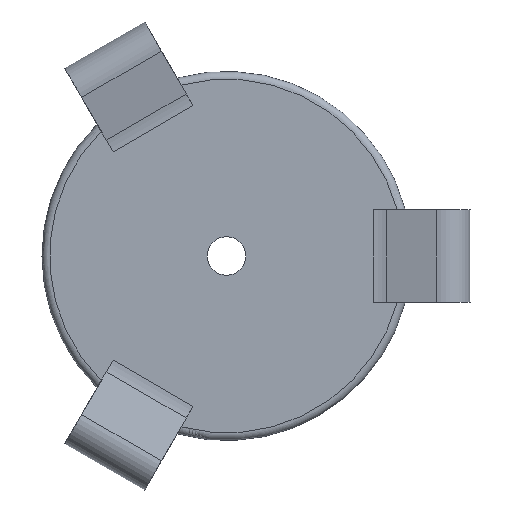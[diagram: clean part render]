
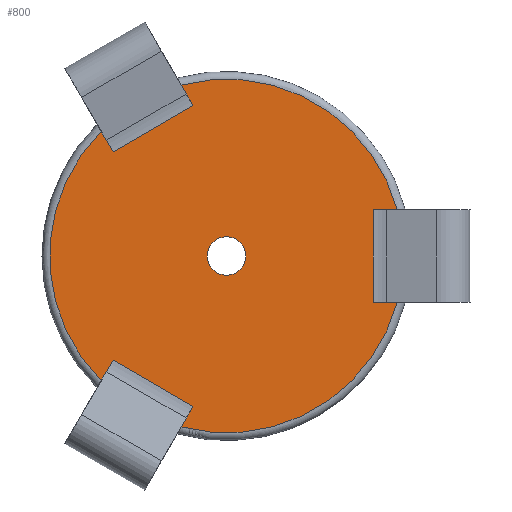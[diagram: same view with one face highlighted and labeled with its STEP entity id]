
A CAD part, front view. The second image highlights one B-rep face of the part: STEP entity #800.
In plain terms, the highlighted planar face has unit normal (0, -1, 0).
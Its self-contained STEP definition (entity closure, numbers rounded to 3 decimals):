
#39=FACE_BOUND('',#136,.T.);
#52=PLANE('',#885);
#83=FACE_OUTER_BOUND('',#135,.T.);
#135=EDGE_LOOP('',(#598,#599,#600,#601,#602,#603,#604,#605,#606,#607,#608,
#609));
#136=EDGE_LOOP('',(#610));
#190=LINE('',#1359,#247);
#191=LINE('',#1361,#248);
#192=LINE('',#1363,#249);
#193=LINE('',#1367,#250);
#194=LINE('',#1369,#251);
#195=LINE('',#1371,#252);
#196=LINE('',#1375,#253);
#197=LINE('',#1377,#254);
#198=LINE('',#1378,#255);
#247=VECTOR('',#1046,1000.);
#248=VECTOR('',#1047,1000.);
#249=VECTOR('',#1048,1000.);
#250=VECTOR('',#1051,1000.);
#251=VECTOR('',#1052,1000.);
#252=VECTOR('',#1053,1000.);
#253=VECTOR('',#1056,1000.);
#254=VECTOR('',#1057,1000.);
#255=VECTOR('',#1058,1000.);
#296=CIRCLE('',#865,230.);
#305=CIRCLE('',#879,25.);
#309=CIRCLE('',#886,230.);
#310=CIRCLE('',#887,230.);
#345=VERTEX_POINT('',#1225);
#346=VERTEX_POINT('',#1244);
#357=VERTEX_POINT('',#1326);
#370=VERTEX_POINT('',#1358);
#371=VERTEX_POINT('',#1360);
#372=VERTEX_POINT('',#1362);
#373=VERTEX_POINT('',#1364);
#374=VERTEX_POINT('',#1366);
#375=VERTEX_POINT('',#1368);
#376=VERTEX_POINT('',#1370);
#377=VERTEX_POINT('',#1372);
#378=VERTEX_POINT('',#1374);
#379=VERTEX_POINT('',#1376);
#428=EDGE_CURVE('',#346,#345,#296,.T.);
#444=EDGE_CURVE('',#357,#357,#305,.F.);
#459=EDGE_CURVE('',#370,#345,#190,.T.);
#460=EDGE_CURVE('',#370,#371,#191,.T.);
#461=EDGE_CURVE('',#371,#372,#192,.T.);
#462=EDGE_CURVE('',#372,#373,#309,.T.);
#463=EDGE_CURVE('',#374,#373,#193,.T.);
#464=EDGE_CURVE('',#374,#375,#194,.T.);
#465=EDGE_CURVE('',#375,#376,#195,.T.);
#466=EDGE_CURVE('',#376,#377,#310,.T.);
#467=EDGE_CURVE('',#378,#377,#196,.T.);
#468=EDGE_CURVE('',#378,#379,#197,.T.);
#469=EDGE_CURVE('',#379,#346,#198,.T.);
#598=ORIENTED_EDGE('',*,*,#459,.F.);
#599=ORIENTED_EDGE('',*,*,#460,.T.);
#600=ORIENTED_EDGE('',*,*,#461,.T.);
#601=ORIENTED_EDGE('',*,*,#462,.T.);
#602=ORIENTED_EDGE('',*,*,#463,.F.);
#603=ORIENTED_EDGE('',*,*,#464,.T.);
#604=ORIENTED_EDGE('',*,*,#465,.T.);
#605=ORIENTED_EDGE('',*,*,#466,.T.);
#606=ORIENTED_EDGE('',*,*,#467,.F.);
#607=ORIENTED_EDGE('',*,*,#468,.T.);
#608=ORIENTED_EDGE('',*,*,#469,.T.);
#609=ORIENTED_EDGE('',*,*,#428,.T.);
#610=ORIENTED_EDGE('',*,*,#444,.F.);
#800=ADVANCED_FACE('',(#83,#39),#52,.T.);
#865=AXIS2_PLACEMENT_3D('',#1245,#989,#990);
#879=AXIS2_PLACEMENT_3D('',#1328,#1021,#1022);
#885=AXIS2_PLACEMENT_3D('',#1357,#1044,#1045);
#886=AXIS2_PLACEMENT_3D('',#1365,#1049,#1050);
#887=AXIS2_PLACEMENT_3D('',#1373,#1054,#1055);
#989=DIRECTION('center_axis',(0.,-1.,0.));
#990=DIRECTION('ref_axis',(0.,0.,-1.));
#1021=DIRECTION('center_axis',(0.,1.,0.));
#1022=DIRECTION('ref_axis',(0.,0.,-1.));
#1044=DIRECTION('center_axis',(0.,-1.,0.));
#1045=DIRECTION('ref_axis',(0.,0.,-1.));
#1046=DIRECTION('',(1.,0.,0.));
#1047=DIRECTION('',(0.,0.,1.));
#1048=DIRECTION('',(1.,0.,0.));
#1049=DIRECTION('center_axis',(0.,-1.,0.));
#1050=DIRECTION('ref_axis',(0.,0.,-1.));
#1051=DIRECTION('',(-0.5,0.,0.866));
#1052=DIRECTION('',(-0.866,0.,-0.5));
#1053=DIRECTION('',(-0.5,0.,0.866));
#1054=DIRECTION('center_axis',(0.,-1.,0.));
#1055=DIRECTION('ref_axis',(0.,0.,-1.));
#1056=DIRECTION('',(-0.5,0.,-0.866));
#1057=DIRECTION('',(0.866,0.,-0.5));
#1058=DIRECTION('',(-0.5,0.,-0.866));
#1225=CARTESIAN_POINT('',(222.036,-15.,-60.));
#1244=CARTESIAN_POINT('',(-59.056,-15.,-222.289));
#1245=CARTESIAN_POINT('Origin',(0.,-15.,0.));
#1326=CARTESIAN_POINT('',(0.,-15.,25.));
#1328=CARTESIAN_POINT('Origin',(0.,-15.,0.));
#1357=CARTESIAN_POINT('Origin',(240.,-15.,0.));
#1358=CARTESIAN_POINT('',(191.029,-15.,-60.));
#1359=CARTESIAN_POINT('',(240.,-15.,-60.));
#1360=CARTESIAN_POINT('',(191.029,-15.,60.));
#1361=CARTESIAN_POINT('',(191.029,-15.,0.));
#1362=CARTESIAN_POINT('',(222.036,-15.,60.));
#1363=CARTESIAN_POINT('',(240.,-15.,60.));
#1364=CARTESIAN_POINT('',(-59.056,-15.,222.289));
#1365=CARTESIAN_POINT('Origin',(0.,-15.,0.));
#1366=CARTESIAN_POINT('',(-43.553,-15.,195.436));
#1367=CARTESIAN_POINT('',(-68.038,-15.,237.846));
#1368=CARTESIAN_POINT('',(-147.476,-15.,135.436));
#1369=CARTESIAN_POINT('',(84.485,-15.,269.359));
#1370=CARTESIAN_POINT('',(-162.98,-15.,162.289));
#1371=CARTESIAN_POINT('',(-171.962,-15.,177.846));
#1372=CARTESIAN_POINT('',(-162.98,-15.,-162.289));
#1373=CARTESIAN_POINT('Origin',(0.,-15.,0.));
#1374=CARTESIAN_POINT('',(-147.476,-15.,-135.436));
#1375=CARTESIAN_POINT('',(-171.962,-15.,-177.846));
#1376=CARTESIAN_POINT('',(-43.553,-15.,-195.436));
#1377=CARTESIAN_POINT('',(84.485,-15.,-269.359));
#1378=CARTESIAN_POINT('',(-68.038,-15.,-237.846));
